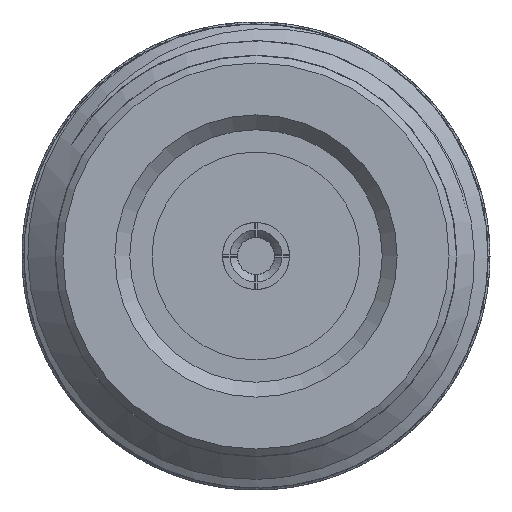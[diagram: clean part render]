
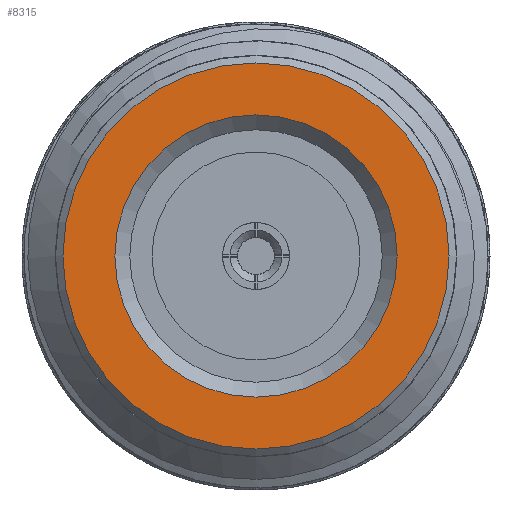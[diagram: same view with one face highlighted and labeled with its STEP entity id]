
A CAD part, left-side view. The second image highlights one B-rep face of the part: STEP entity #8315.
In plain terms, the highlighted planar face has unit normal (-1, 0, 0).
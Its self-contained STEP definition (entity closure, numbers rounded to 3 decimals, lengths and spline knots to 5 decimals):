
#143 = CIRCLE ( 'NONE', #10808, 0.19 ) ;
#769 = CARTESIAN_POINT ( 'NONE',  ( 0., 0., 0.19 ) ) ;
#2706 = CARTESIAN_POINT ( 'NONE',  ( 0., 0., 0. ) ) ;
#7930 = DIRECTION ( 'NONE',  ( 0., 0., 1. ) ) ;
#8315 = ADVANCED_FACE ( 'NONE', ( #21985, #12135 ), #39088, .T. ) ;
#8895 = EDGE_LOOP ( 'NONE', ( #24829 ) ) ;
#10808 = AXIS2_PLACEMENT_3D ( 'NONE', #2706, #23954, #7930 ) ;
#11933 = CARTESIAN_POINT ( 'NONE',  ( 0., 0., -0.26 ) ) ;
#12135 = FACE_OUTER_BOUND ( 'NONE', #36340, .T. ) ;
#12452 = CARTESIAN_POINT ( 'NONE',  ( 0., 0., 0. ) ) ;
#14042 = DIRECTION ( 'NONE',  ( 1., 0., 0. ) ) ;
#17722 = DIRECTION ( 'NONE',  ( -1., 0., 0. ) ) ;
#17789 = EDGE_CURVE ( 'NONE', #32950, #32950, #143, .T. ) ;
#21985 = FACE_BOUND ( 'NONE', #8895, .T. ) ;
#23954 = DIRECTION ( 'NONE',  ( 1., 0., 0. ) ) ;
#24547 = DIRECTION ( 'NONE',  ( 0., 0., -1. ) ) ;
#24829 = ORIENTED_EDGE ( 'NONE', *, *, #17789, .T. ) ;
#29764 = CARTESIAN_POINT ( 'NONE',  ( 0., 0., 0. ) ) ;
#32108 = AXIS2_PLACEMENT_3D ( 'NONE', #12452, #17722, #64495 ) ;
#32950 = VERTEX_POINT ( 'NONE', #769 ) ;
#36340 = EDGE_LOOP ( 'NONE', ( #36536 ) ) ;
#36536 = ORIENTED_EDGE ( 'NONE', *, *, #49661, .F. ) ;
#38326 = AXIS2_PLACEMENT_3D ( 'NONE', #29764, #14042, #24547 ) ;
#39088 = PLANE ( 'NONE',  #32108 ) ;
#39481 = VERTEX_POINT ( 'NONE', #11933 ) ;
#49661 = EDGE_CURVE ( 'NONE', #39481, #39481, #53457, .T. ) ;
#53457 = CIRCLE ( 'NONE', #38326, 0.26 ) ;
#64495 = DIRECTION ( 'NONE',  ( 0., 0., 1. ) ) ;
